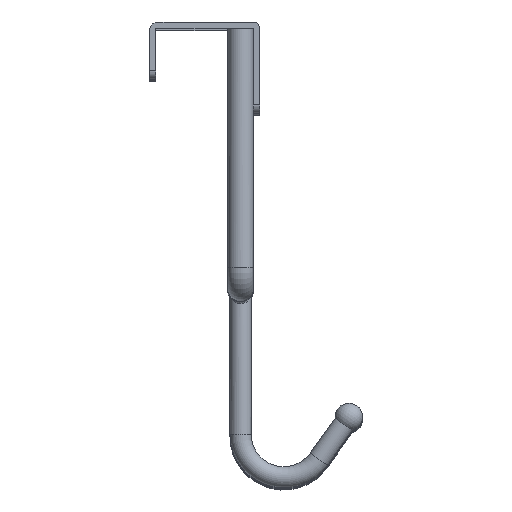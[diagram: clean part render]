
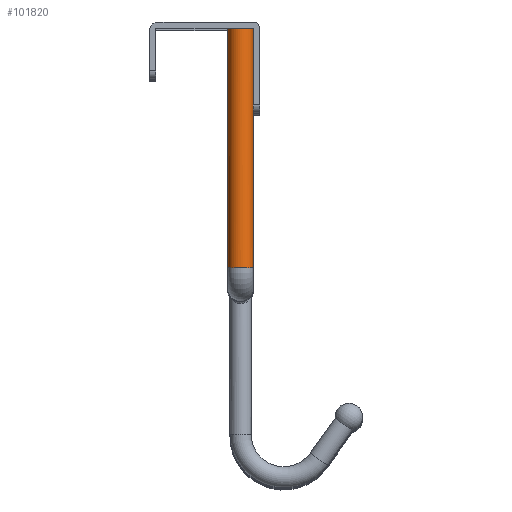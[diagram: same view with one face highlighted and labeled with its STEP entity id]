
A CAD part, top view. The second image highlights one B-rep face of the part: STEP entity #101820.
In plain terms, the highlighted cylindrical face has radius 3 mm (diameter 6 mm), a partial arc.
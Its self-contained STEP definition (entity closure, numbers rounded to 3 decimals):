
#87740=CARTESIAN_POINT('',(5.5,52.,22.));
#87750=VERTEX_POINT('',#87740);
#87850=CARTESIAN_POINT('',(-0.5,52.,22.));
#87860=VERTEX_POINT('',#87850);
#87890=CARTESIAN_POINT('',(2.5,52.,22.));
#87900=DIRECTION('',(0.,1.,0.));
#87910=DIRECTION('',(1.,0.,0.));
#87920=AXIS2_PLACEMENT_3D('',#87890,#87900,#87910);
#87930=CIRCLE('',#87920,3.);
#87940=EDGE_CURVE('',#87860,#87750,#87930,.T.);
#88140=CARTESIAN_POINT('',(2.5,108.5,22.));
#88150=DIRECTION('',(0.,1.,0.));
#88160=DIRECTION('',(1.,0.,0.));
#88170=AXIS2_PLACEMENT_3D('',#88140,#88150,#88160);
#88180=CIRCLE('',#88170,3.);
#88190=CARTESIAN_POINT('',(-0.5,108.5,22.));
#88200=VERTEX_POINT('',#88190);
#88230=CARTESIAN_POINT('',(-0.5,52.,22.));
#88240=DIRECTION('',(0.,1.,0.));
#88250=VECTOR('',#88240,1.);
#88260=LINE('',#88230,#88250);
#88270=EDGE_CURVE('',#87860,#88200,#88260,.T.);
#88310=CARTESIAN_POINT('',(5.5,52.,22.));
#88320=DIRECTION('',(0.,1.,0.));
#88330=VECTOR('',#88320,1.);
#88340=LINE('',#88310,#88330);
#88350=CARTESIAN_POINT('',(5.5,88.5,22.));
#88360=VERTEX_POINT('',#88350);
#88370=EDGE_CURVE('',#87750,#88360,#88340,.T.);
#88390=CARTESIAN_POINT('',(2.5,88.5,22.));
#88400=DIRECTION('',(0.,1.,0.));
#88410=DIRECTION('',(1.,0.,0.));
#88420=AXIS2_PLACEMENT_3D('',#88390,#88400,#88410);
#88430=CIRCLE('',#88420,3.);
#89050=CARTESIAN_POINT('',(5.49,88.5,22.245));
#89060=VERTEX_POINT('',#89050);
#89070=EDGE_CURVE('',#89060,#88360,#88430,.T.);
#91530=CARTESIAN_POINT('',(5.49,108.5,22.245));
#91540=VERTEX_POINT('',#91530);
#91570=EDGE_CURVE('',#88200,#91540,#88180,.T.);
#93080=CARTESIAN_POINT('',(5.49,58.,22.245));
#93090=DIRECTION('',(0.,1.,0.));
#93100=VECTOR('',#93090,1.);
#93110=LINE('',#93080,#93100);
#93120=EDGE_CURVE('',#89060,#91540,#93110,.T.);
#101690=CARTESIAN_POINT('',(2.5,52.,22.));
#101700=DIRECTION('',(0.,1.,0.));
#101710=DIRECTION('',(1.,0.,0.));
#101720=AXIS2_PLACEMENT_3D('',#101690,#101700,#101710);
#101730=CYLINDRICAL_SURFACE('',#101720,3.);
#101740=ORIENTED_EDGE('',*,*,#88270,.F.);
#101750=ORIENTED_EDGE('',*,*,#91570,.F.);
#101760=ORIENTED_EDGE('',*,*,#93120,.T.);
#101770=ORIENTED_EDGE('',*,*,#89070,.F.);
#101780=ORIENTED_EDGE('',*,*,#88370,.T.);
#101790=ORIENTED_EDGE('',*,*,#87940,.T.);
#101800=EDGE_LOOP('',(#101790,#101780,#101770,#101760,#101750,#101740));
#101810=FACE_OUTER_BOUND('',#101800,.T.);
#101820=ADVANCED_FACE('',(#101810),#101730,.T.);
